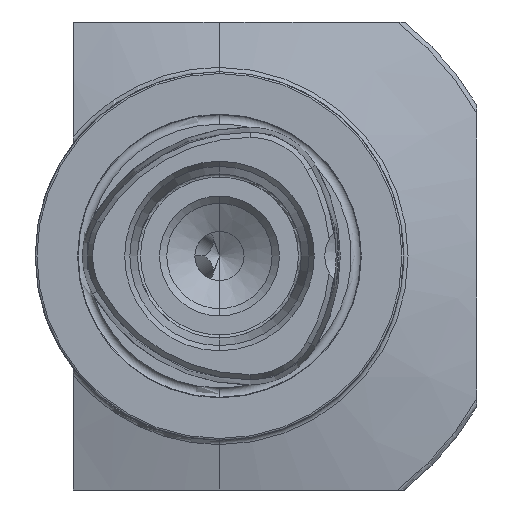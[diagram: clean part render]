
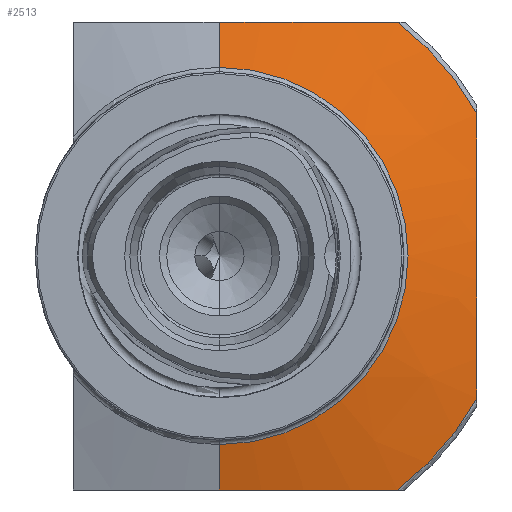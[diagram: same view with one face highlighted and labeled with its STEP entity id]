
A CAD part, left-side view. The second image highlights one B-rep face of the part: STEP entity #2513.
In plain terms, the highlighted conical face has half-angle 75 degrees and reference radius 50.259 mm.
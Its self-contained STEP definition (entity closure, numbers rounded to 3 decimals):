
#47 = CARTESIAN_POINT ( 'NONE',  ( 26.206, -25.373, -40. ) ) ;
#96 = CARTESIAN_POINT ( 'NONE',  ( 25.503, -44., -8.115 ) ) ;
#127 = EDGE_CURVE ( 'NONE', #1667, #5893, #448, .T. ) ;
#136 = DIRECTION ( 'NONE',  ( 0., 0., -1. ) ) ;
#160 = CARTESIAN_POINT ( 'NONE',  ( 26.503, -44., -20.247 ) ) ;
#255 = CARTESIAN_POINT ( 'NONE',  ( 24.278, 0., 40. ) ) ;
#417 = ORIENTED_EDGE ( 'NONE', *, *, #127, .T. ) ;
#448 = CIRCLE ( 'NONE', #3760, 50.259 ) ;
#482 = CARTESIAN_POINT ( 'NONE',  ( 24.787, -12.706, 40. ) ) ;
#536 = CARTESIAN_POINT ( 'NONE',  ( 25.513, -20.311, 40. ) ) ;
#639 = CARTESIAN_POINT ( 'NONE',  ( 24.278, 0., -40. ) ) ;
#709 = EDGE_CURVE ( 'NONE', #1521, #5947, #5369, .T. ) ;
#752 = AXIS2_PLACEMENT_3D ( 'NONE', #6742, #2759, #4460 ) ;
#763 = CARTESIAN_POINT ( 'NONE',  ( 27.026, 0., 0. ) ) ;
#935 = CARTESIAN_POINT ( 'NONE',  ( 27.026, 0., -50.259 ) ) ;
#1079 = CARTESIAN_POINT ( 'NONE',  ( 24.598, -10.168, 40. ) ) ;
#1128 = B_SPLINE_CURVE_WITH_KNOTS ( 'NONE', 3,
 ( #3577, #5303, #3645, #4162, #1897, #3024, #96, #1264, #160, #5277 ),
 .UNSPECIFIED., .F., .F.,
 ( 4, 2, 2, 2, 4 ),
 ( 0.146, 0.158, 0.17, 0.183, 0.195 ),
 .UNSPECIFIED. ) ;
#1187 = CARTESIAN_POINT ( 'NONE',  ( 25.513, -20.311, -40. ) ) ;
#1260 = CARTESIAN_POINT ( 'NONE',  ( 27.026, 0., 0. ) ) ;
#1264 = CARTESIAN_POINT ( 'NONE',  ( 26.08, -44., -16.204 ) ) ;
#1292 = VERTEX_POINT ( 'NONE', #4707 ) ;
#1320 = EDGE_CURVE ( 'NONE', #1667, #1292, #1128, .T. ) ;
#1375 = DIRECTION ( 'NONE',  ( 0.259, 0., 0.966 ) ) ;
#1380 = CARTESIAN_POINT ( 'NONE',  ( 27.026, -30.429, 40. ) ) ;
#1521 = VERTEX_POINT ( 'NONE', #1586 ) ;
#1586 = CARTESIAN_POINT ( 'NONE',  ( 22.199, 0., 32.241 ) ) ;
#1667 = VERTEX_POINT ( 'NONE', #5676 ) ;
#1897 = CARTESIAN_POINT ( 'NONE',  ( 25.349, -44., 4.028 ) ) ;
#2015 = EDGE_CURVE ( 'NONE', #6620, #5551, #2074, .T. ) ;
#2063 = CARTESIAN_POINT ( 'NONE',  ( 24.278, 0., -40. ) ) ;
#2074 = LINE ( 'NONE', #935, #4410 ) ;
#2164 = EDGE_CURVE ( 'NONE', #5947, #5893, #6188, .T. ) ;
#2258 = ORIENTED_EDGE ( 'NONE', *, *, #2015, .T. ) ;
#2377 = CARTESIAN_POINT ( 'NONE',  ( 24.343, -5.088, -40. ) ) ;
#2423 = VERTEX_POINT ( 'NONE', #6329 ) ;
#2480 = B_SPLINE_CURVE_WITH_KNOTS ( 'NONE', 3,
 ( #4633, #47, #1187, #5788, #5186, #2377, #3021, #639 ),
 .UNSPECIFIED., .F., .F.,
 ( 4, 2, 2, 4 ),
 ( 0.058, 0.074, 0.081, 0.089 ),
 .UNSPECIFIED. ) ;
#2507 = CONICAL_SURFACE ( 'NONE', #6250, 50.259, 1.309 ) ;
#2513 = ADVANCED_FACE ( 'NONE', ( #7441 ), #2507, .T. ) ;
#2524 = DIRECTION ( 'NONE',  ( 0., 0., 1. ) ) ;
#2759 = DIRECTION ( 'NONE',  ( -1., 0., 0. ) ) ;
#2775 = AXIS2_PLACEMENT_3D ( 'NONE', #7262, #5553, #4435 ) ;
#2786 = CARTESIAN_POINT ( 'NONE',  ( 24.343, -5.088, 40. ) ) ;
#3021 = CARTESIAN_POINT ( 'NONE',  ( 24.278, -2.545, -40. ) ) ;
#3024 = CARTESIAN_POINT ( 'NONE',  ( 25.35, -44., -4.068 ) ) ;
#3208 = CARTESIAN_POINT ( 'NONE',  ( 27.026, 0., 50.259 ) ) ;
#3236 = CIRCLE ( 'NONE', #2775, 32.241 ) ;
#3266 = ORIENTED_EDGE ( 'NONE', *, *, #709, .F. ) ;
#3269 = EDGE_CURVE ( 'NONE', #2423, #1292, #4311, .T. ) ;
#3577 = CARTESIAN_POINT ( 'NONE',  ( 27.026, -44., 24.289 ) ) ;
#3645 = CARTESIAN_POINT ( 'NONE',  ( 26.078, -44., 16.181 ) ) ;
#3760 = AXIS2_PLACEMENT_3D ( 'NONE', #763, #5337, #2524 ) ;
#3967 = CARTESIAN_POINT ( 'NONE',  ( 24.278, -2.545, 40. ) ) ;
#4162 = CARTESIAN_POINT ( 'NONE',  ( 25.501, -44., 8.078 ) ) ;
#4311 = CIRCLE ( 'NONE', #752, 50.259 ) ;
#4410 = VECTOR ( 'NONE', #4977, 1000. ) ;
#4417 = CARTESIAN_POINT ( 'NONE',  ( 22.199, 0., -32.241 ) ) ;
#4435 = DIRECTION ( 'NONE',  ( 0., 0., -1. ) ) ;
#4444 = ORIENTED_EDGE ( 'NONE', *, *, #3269, .T. ) ;
#4460 = DIRECTION ( 'NONE',  ( 0., 0., 1. ) ) ;
#4618 = ORIENTED_EDGE ( 'NONE', *, *, #5119, .T. ) ;
#4633 = CARTESIAN_POINT ( 'NONE',  ( 27.026, -30.429, -40. ) ) ;
#4707 = CARTESIAN_POINT ( 'NONE',  ( 27.026, -44., -24.289 ) ) ;
#4787 = ORIENTED_EDGE ( 'NONE', *, *, #5365, .F. ) ;
#4842 = ORIENTED_EDGE ( 'NONE', *, *, #1320, .F. ) ;
#4895 = ORIENTED_EDGE ( 'NONE', *, *, #2164, .F. ) ;
#4977 = DIRECTION ( 'NONE',  ( 0.259, 0., -0.966 ) ) ;
#5108 = CARTESIAN_POINT ( 'NONE',  ( 24.278, 0., 40. ) ) ;
#5119 = EDGE_CURVE ( 'NONE', #1521, #6620, #3236, .T. ) ;
#5186 = CARTESIAN_POINT ( 'NONE',  ( 24.598, -10.168, -40. ) ) ;
#5277 = CARTESIAN_POINT ( 'NONE',  ( 27.026, -44., -24.289 ) ) ;
#5303 = CARTESIAN_POINT ( 'NONE',  ( 26.501, -44., 20.234 ) ) ;
#5337 = DIRECTION ( 'NONE',  ( -1., 0., 0. ) ) ;
#5365 = EDGE_CURVE ( 'NONE', #2423, #5551, #2480, .T. ) ;
#5369 = LINE ( 'NONE', #3208, #5834 ) ;
#5551 = VERTEX_POINT ( 'NONE', #2063 ) ;
#5553 = DIRECTION ( 'NONE',  ( 1., 0., 0. ) ) ;
#5676 = CARTESIAN_POINT ( 'NONE',  ( 27.026, -44., 24.289 ) ) ;
#5788 = CARTESIAN_POINT ( 'NONE',  ( 24.787, -12.706, -40. ) ) ;
#5834 = VECTOR ( 'NONE', #1375, 1000. ) ;
#5893 = VERTEX_POINT ( 'NONE', #1380 ) ;
#5947 = VERTEX_POINT ( 'NONE', #255 ) ;
#6188 = B_SPLINE_CURVE_WITH_KNOTS ( 'NONE', 3,
 ( #5108, #3967, #2786, #1079, #482, #536, #6803, #6254 ),
 .UNSPECIFIED., .F., .F.,
 ( 4, 2, 2, 4 ),
 ( 0.145, 0.153, 0.161, 0.176 ),
 .UNSPECIFIED. ) ;
#6250 = AXIS2_PLACEMENT_3D ( 'NONE', #1260, #6441, #136 ) ;
#6254 = CARTESIAN_POINT ( 'NONE',  ( 27.026, -30.429, 40. ) ) ;
#6319 = EDGE_LOOP ( 'NONE', ( #3266, #4618, #2258, #4787, #4444, #4842, #417, #4895 ) ) ;
#6329 = CARTESIAN_POINT ( 'NONE',  ( 27.026, -30.429, -40. ) ) ;
#6441 = DIRECTION ( 'NONE',  ( 1., 0., 0. ) ) ;
#6620 = VERTEX_POINT ( 'NONE', #4417 ) ;
#6742 = CARTESIAN_POINT ( 'NONE',  ( 27.026, 0., 0. ) ) ;
#6803 = CARTESIAN_POINT ( 'NONE',  ( 26.206, -25.373, 40. ) ) ;
#7262 = CARTESIAN_POINT ( 'NONE',  ( 22.199, 0., 0. ) ) ;
#7441 = FACE_OUTER_BOUND ( 'NONE', #6319, .T. ) ;
